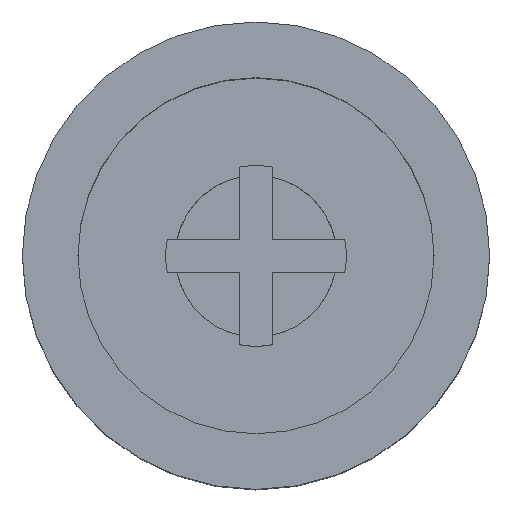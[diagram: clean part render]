
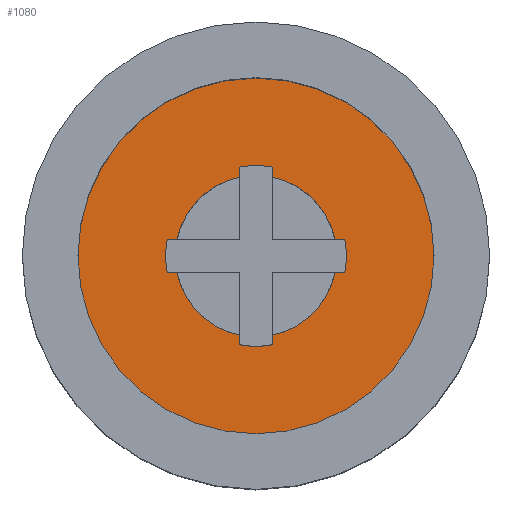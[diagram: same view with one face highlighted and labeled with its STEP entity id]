
A CAD part, top view. The second image highlights one B-rep face of the part: STEP entity #1080.
In plain terms, the highlighted planar face has unit normal (0, 0, 1).
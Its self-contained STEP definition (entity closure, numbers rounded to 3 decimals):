
#730=CARTESIAN_POINT('',(41.683,53.346,1.05));
#740=DIRECTION('',(0.,0.,1.));
#750=DIRECTION('',(1.,0.,0.));
#760=AXIS2_PLACEMENT_3D('',#730,#740,#750);
#770=PLANE('',#760);
#780=CARTESIAN_POINT('',(41.683,53.346,1.05));
#790=DIRECTION('',(0.,0.,-1.));
#800=DIRECTION('',(1.,0.,0.));
#810=AXIS2_PLACEMENT_3D('',#780,#790,#800);
#820=CIRCLE('',#810,1.45);
#830=CARTESIAN_POINT('',(43.133,53.346,1.05));
#840=VERTEX_POINT('',#830);
#850=CARTESIAN_POINT('',(40.233,53.346,1.05));
#860=VERTEX_POINT('',#850);
#870=EDGE_CURVE('',#840,#860,#820,.T.);
#880=ORIENTED_EDGE('',*,*,#870,.T.);
#890=EDGE_CURVE('',#860,#840,#820,.T.);
#900=ORIENTED_EDGE('',*,*,#890,.T.);
#910=EDGE_LOOP('',(#900,#880));
#920=FACE_BOUND('',#910,.T.);
#930=CARTESIAN_POINT('',(41.683,53.346,1.05));
#940=DIRECTION('',(0.,0.,1.));
#950=DIRECTION('',(1.,0.,0.));
#960=AXIS2_PLACEMENT_3D('',#930,#940,#950);
#970=CIRCLE('',#960,3.2);
#980=CARTESIAN_POINT('',(44.883,53.346,1.05));
#990=VERTEX_POINT('',#980);
#1000=CARTESIAN_POINT('',(38.483,53.346,1.05));
#1010=VERTEX_POINT('',#1000);
#1020=EDGE_CURVE('',#990,#1010,#970,.T.);
#1030=ORIENTED_EDGE('',*,*,#1020,.T.);
#1040=EDGE_CURVE('',#1010,#990,#970,.T.);
#1050=ORIENTED_EDGE('',*,*,#1040,.T.);
#1060=EDGE_LOOP('',(#1050,#1030));
#1070=FACE_OUTER_BOUND('',#1060,.T.);
#1080=ADVANCED_FACE('',(#920,#1070),#770,.T.);
